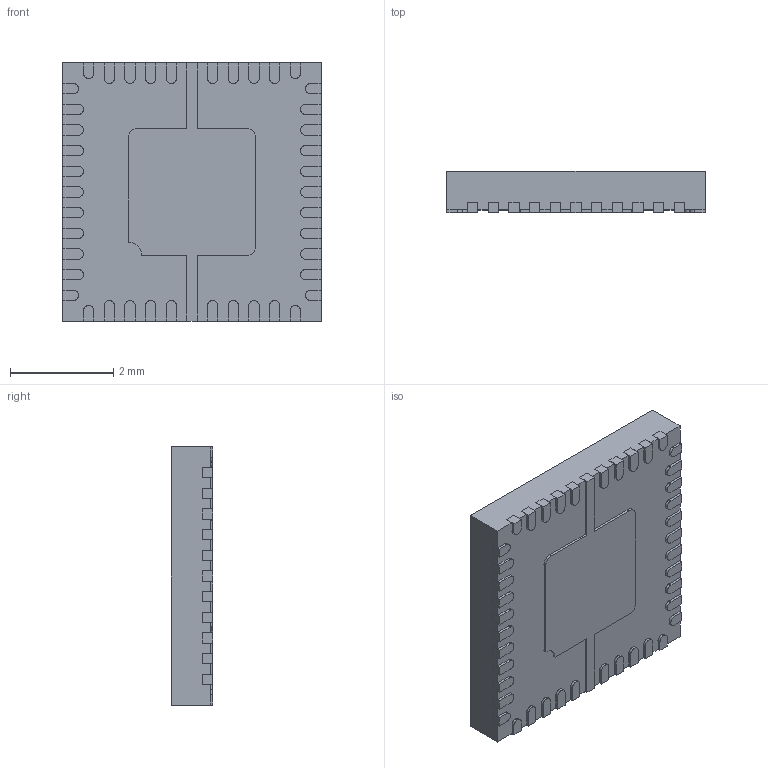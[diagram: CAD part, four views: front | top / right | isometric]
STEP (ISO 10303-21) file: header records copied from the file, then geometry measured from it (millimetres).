
FILE_DESCRIPTION (( 'STEP AP214' ), '1' );
FILE_NAME ('IS31FL3236A-QFLS2-TR.STEP', '2020-04-14T17:23:01', ( '' ), ( '' ), 'SwSTEP 2.0', 'SolidWorks 2017', '' );
FILE_SCHEMA (( 'AUTOMOTIVE_DESIGN' ));
Length unit declared in the file: millimetre
Products named in the file (1): IS31FL3236A-QFLS2-TR
Bounding box: 5 x 0.8 x 5 mm (x, y, z)
Volume: 19.2 mm3; surface area: 102.8 mm2
Topology: 45 solids, 45 shells, 487 faces, 1188 edges, 792 vertices
Faces by surface type: plane 371, cylinder 116
Entity records: 14644 total; most frequent: CARTESIAN_POINT 2468, DIRECTION 2396, ORIENTED_EDGE 2376, EDGE_CURVE 1188, LINE 956, VECTOR 956, VERTEX_POINT 792, AXIS2_PLACEMENT_3D 720
